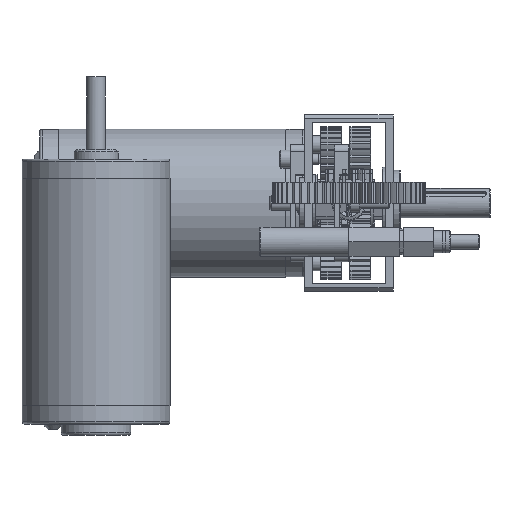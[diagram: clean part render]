
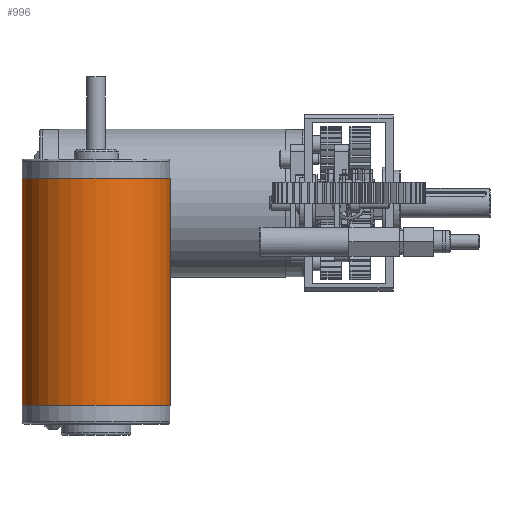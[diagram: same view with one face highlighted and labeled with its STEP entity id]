
A CAD part, left-side view. The second image highlights one B-rep face of the part: STEP entity #996.
In plain terms, the highlighted cylindrical face has radius 32.004 mm (diameter 64.008 mm), a full revolution.
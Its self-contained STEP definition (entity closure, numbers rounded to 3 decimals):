
#996 = ADVANCED_FACE( '', ( #1985, #1986 ), #1987, .T. );
#1985 = FACE_OUTER_BOUND( '', #3962, .T. );
#1986 = FACE_OUTER_BOUND( '', #3963, .T. );
#1987 = CYLINDRICAL_SURFACE( '', #3964, 32.004 );
#3962 = EDGE_LOOP( '', ( #6095 ) );
#3963 = EDGE_LOOP( '', ( #6096 ) );
#3964 = AXIS2_PLACEMENT_3D( '', #6097, #6098, #6099 );
#6095 = ORIENTED_EDGE( '', *, *, #13145, .F. );
#6096 = ORIENTED_EDGE( '', *, *, #13143, .T. );
#6097 = CARTESIAN_POINT( '', ( 35.56, 109.296, 19.05 ) );
#6098 = DIRECTION( '', ( 0., 0., 1. ) );
#6099 = DIRECTION( '', ( 1., 0., 0. ) );
#13143 = EDGE_CURVE( '', #15515, #15515, #15516, .F. );
#13145 = EDGE_CURVE( '', #15519, #15519, #15520, .T. );
#15515 = VERTEX_POINT( '', #19438 );
#15516 = CIRCLE( '', #19439, 32.004 );
#15519 = VERTEX_POINT( '', #19442 );
#15520 = CIRCLE( '', #19443, 32.004 );
#19438 = CARTESIAN_POINT( '', ( 35.56, 77.292, 10.82 ) );
#19439 = AXIS2_PLACEMENT_3D( '', #24813, #24814, #24815 );
#19442 = CARTESIAN_POINT( '', ( 3.556, 109.296, -87.325 ) );
#19443 = AXIS2_PLACEMENT_3D( '', #24819, #24820, #24821 );
#24813 = CARTESIAN_POINT( '', ( 35.56, 109.296, 10.82 ) );
#24814 = DIRECTION( '', ( 0., 0., 1. ) );
#24815 = DIRECTION( '', ( 0., -1., 0. ) );
#24819 = CARTESIAN_POINT( '', ( 35.56, 109.296, -87.325 ) );
#24820 = DIRECTION( '', ( 0., 0., -1. ) );
#24821 = DIRECTION( '', ( -1., 0., 0. ) );
